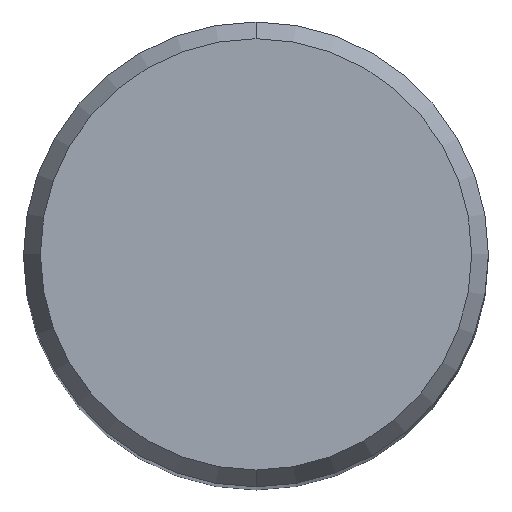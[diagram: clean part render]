
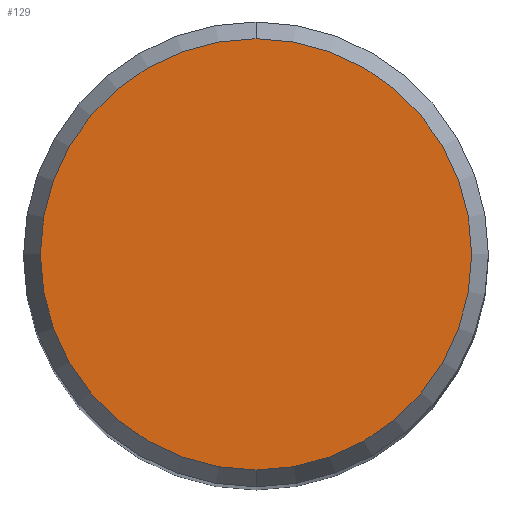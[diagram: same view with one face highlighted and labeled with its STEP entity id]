
A CAD part, top view. The second image highlights one B-rep face of the part: STEP entity #129.
In plain terms, the highlighted planar face has unit normal (0, 0, 1).
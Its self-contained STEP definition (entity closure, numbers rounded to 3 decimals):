
#127=EDGE_CURVE('',#135,#187,#260,.T.);
#129=ADVANCED_FACE('',(#262),#263,.T.);
#135=VERTEX_POINT('',#269);
#183=EDGE_CURVE('',#187,#135,#323,.T.);
#187=VERTEX_POINT('',#327);
#260=CIRCLE('',#401,5.892);
#262=FACE_OUTER_BOUND('',#403,.T.);
#263=PLANE('',#404);
#269=CARTESIAN_POINT('',(0.0,5.892,0.01));
#323=CIRCLE('',#486,5.892);
#327=CARTESIAN_POINT('',(0.,-5.892,0.01));
#401=AXIS2_PLACEMENT_3D('',#564,#565,#566);
#403=EDGE_LOOP('',(#568,#569));
#404=AXIS2_PLACEMENT_3D('',#570,#571,#572);
#486=AXIS2_PLACEMENT_3D('',#642,#643,#644);
#564=CARTESIAN_POINT('',(0.0,0.0,0.01));
#565=DIRECTION('',(0.0,0.0,-1.0));
#566=DIRECTION('',(0.0,1.0,0.0));
#568=ORIENTED_EDGE('',*,*,#127,.F.);
#569=ORIENTED_EDGE('',*,*,#183,.F.);
#570=CARTESIAN_POINT('',(0.0,2.946,0.01));
#571=DIRECTION('',(-0.0,0.0,1.0));
#572=DIRECTION('',(0.0,-1.0,0.0));
#642=CARTESIAN_POINT('',(0.0,0.0,0.01));
#643=DIRECTION('',(0.0,0.0,-1.0));
#644=DIRECTION('',(0.0,1.0,0.0));
